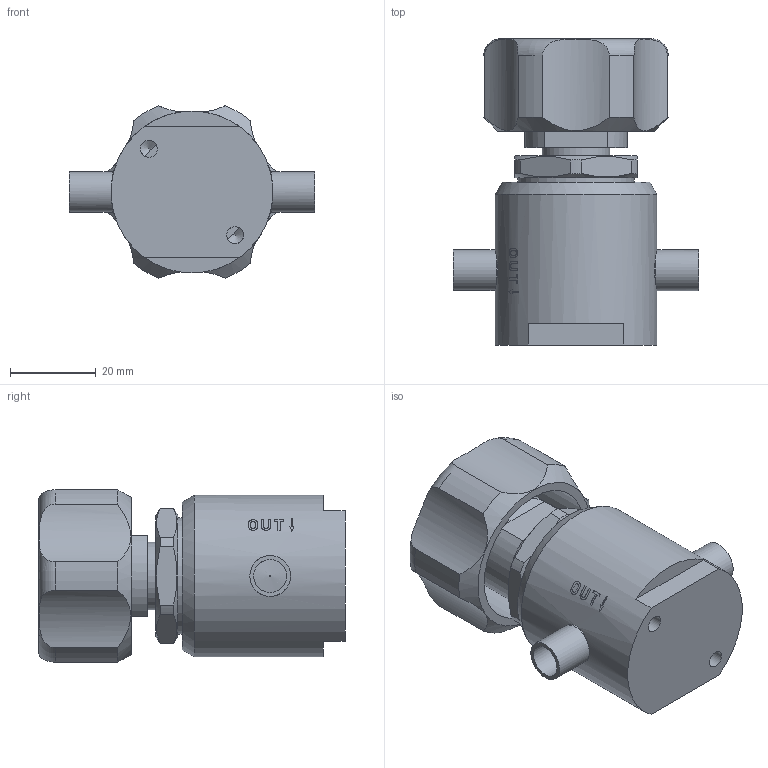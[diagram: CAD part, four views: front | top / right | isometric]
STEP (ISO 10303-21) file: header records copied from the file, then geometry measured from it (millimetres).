
FILE_DESCRIPTION(/* description */ (''),/* implementation_level */ '2;1');
FILE_NAME(/* name */ '970ISTS8.stp',/* time_stamp */ '2017-09-25T18:49:57+05:00',/* author */ ('PV00476129'),/* organization */ (''),/* preprocessor_version */ 'ST-DEVELOPER v16.1',/* originating_system */ 'Autodesk Inventor 2016',/* authorisation */ '');
FILE_SCHEMA (('AUTOMOTIVE_DESIGN { 1 0 10303 214 3 1 1 }'));
Length unit declared in the file: inch
Products named in the file (1): 970ISTS8
Bounding box: 57.4 x 71.63 x 40.29 mm (x, y, z)
Volume: 67664.3 mm3; surface area: 20434.9 mm2
Topology: 3 solids, 3 shells, 779 faces, 2059 edges, 1374 vertices
Faces by surface type: plane 445, bspline 243, cylinder 83, cone 6, torus 2
Full cylindrical faces by diameter (mm): 0.254 x2, 3.962 x2, 7.747 x2, 9.525 x2, 15.875 x1, 18.034 x1, 18.415 x2, 24.13 x1, 27.178 x1, 29.464 x2, 31.115 x1, 31.75 x1, 32.766 x1, 37.846 x1
Entity records: 29215 total; most frequent: CARTESIAN_POINT 10946, ORIENTED_EDGE 4020, DIRECTION 2683, EDGE_CURVE 2010, VERTEX_POINT 1353, LINE 1283, VECTOR 1283, EDGE_LOOP 901
